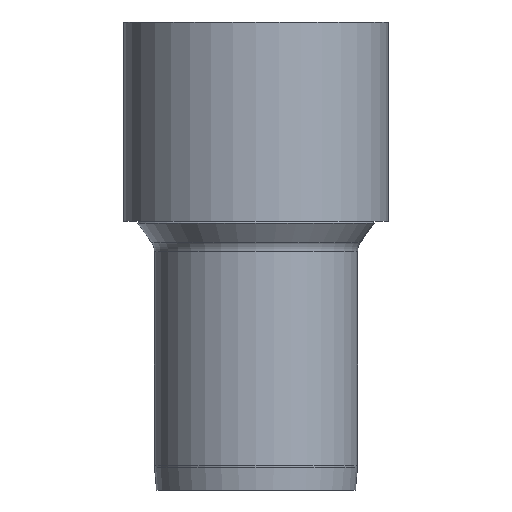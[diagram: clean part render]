
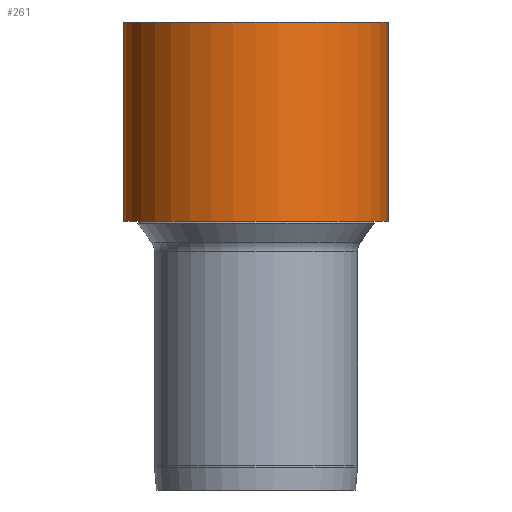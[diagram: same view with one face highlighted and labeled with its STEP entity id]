
A CAD part, front view. The second image highlights one B-rep face of the part: STEP entity #261.
In plain terms, the highlighted cylindrical face has radius 665 mm (diameter 1330 mm), a full revolution.
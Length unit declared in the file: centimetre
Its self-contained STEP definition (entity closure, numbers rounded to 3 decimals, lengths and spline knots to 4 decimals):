
#33=LINE('',#441,#42);
#42=VECTOR('',#344,66.5);
#51=CYLINDRICAL_SURFACE('',#285,66.5);
#60=FACE_OUTER_BOUND('',#78,.T.);
#78=EDGE_LOOP('',(#189,#190,#191,#192));
#92=CIRCLE('',#279,66.5);
#95=CIRCLE('',#284,66.5);
#120=VERTEX_POINT('',#429);
#123=VERTEX_POINT('',#438);
#144=EDGE_CURVE('',#120,#120,#92,.T.);
#148=EDGE_CURVE('',#123,#123,#95,.T.);
#149=EDGE_CURVE('',#120,#123,#33,.T.);
#189=ORIENTED_EDGE('',*,*,#144,.F.);
#190=ORIENTED_EDGE('',*,*,#149,.T.);
#191=ORIENTED_EDGE('',*,*,#148,.T.);
#192=ORIENTED_EDGE('',*,*,#149,.F.);
#261=ADVANCED_FACE('',(#60),#51,.T.);
#279=AXIS2_PLACEMENT_3D('',#430,#329,#330);
#284=AXIS2_PLACEMENT_3D('',#439,#340,#341);
#285=AXIS2_PLACEMENT_3D('',#440,#342,#343);
#329=DIRECTION('center_axis',(0.,0.,-1.));
#330=DIRECTION('ref_axis',(1.,0.,0.));
#340=DIRECTION('center_axis',(0.,0.,-1.));
#341=DIRECTION('ref_axis',(1.,0.,0.));
#342=DIRECTION('center_axis',(0.,0.,-1.));
#343=DIRECTION('ref_axis',(1.,0.,0.));
#344=DIRECTION('',(0.,0.,1.));
#429=CARTESIAN_POINT('',(63.2973,97.1939,-150.0351));
#430=CARTESIAN_POINT('Origin',(129.7973,97.1939,-150.0351));
#438=CARTESIAN_POINT('',(63.2973,97.1939,-50.0351));
#439=CARTESIAN_POINT('Origin',(129.7973,97.1939,-50.0351));
#440=CARTESIAN_POINT('Origin',(129.7973,97.1939,-100.0351));
#441=CARTESIAN_POINT('',(63.2973,97.1939,-100.0351));
